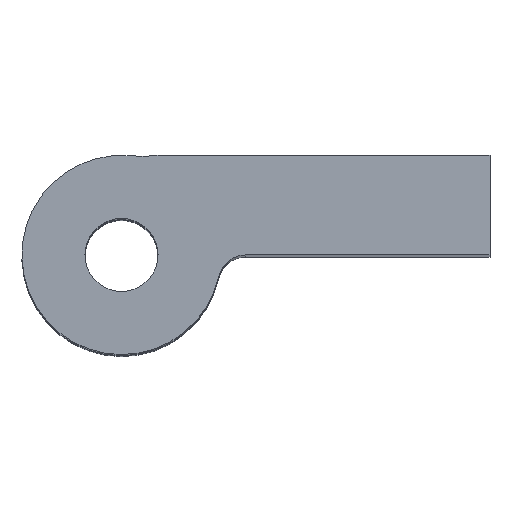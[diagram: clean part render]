
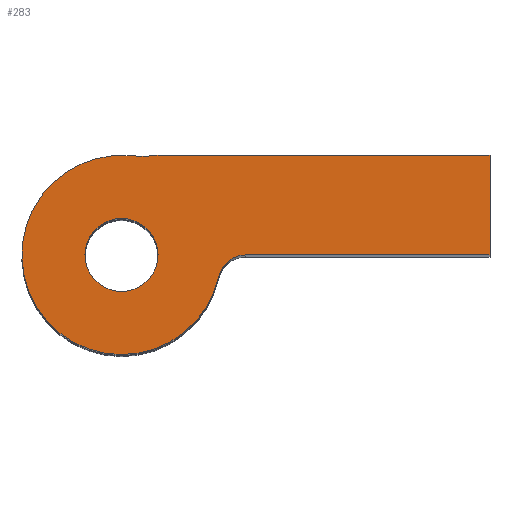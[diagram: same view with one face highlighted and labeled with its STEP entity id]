
A CAD part, top view. The second image highlights one B-rep face of the part: STEP entity #283.
In plain terms, the highlighted planar face has unit normal (0, 0, 1).
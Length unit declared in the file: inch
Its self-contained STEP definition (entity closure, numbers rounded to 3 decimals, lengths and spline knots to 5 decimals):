
#16=FACE_BOUND('',#55,.T.);
#23=PLANE('',#338);
#38=FACE_OUTER_BOUND('',#54,.T.);
#54=EDGE_LOOP('',(#243,#244,#245,#246,#247,#248));
#55=EDGE_LOOP('',(#249));
#71=LINE('',#479,#92);
#76=LINE('',#498,#97);
#79=LINE('',#503,#100);
#92=VECTOR('',#392,0.3937);
#97=VECTOR('',#411,0.3937);
#100=VECTOR('',#416,0.3937);
#113=CIRCLE('',#325,0.02083);
#115=CIRCLE('',#329,0.125);
#116=CIRCLE('',#331,0.0275);
#118=CIRCLE('',#336,0.075);
#134=VERTEX_POINT('',#469);
#135=VERTEX_POINT('',#471);
#137=VERTEX_POINT('',#477);
#140=VERTEX_POINT('',#484);
#141=VERTEX_POINT('',#486);
#142=VERTEX_POINT('',#490);
#144=VERTEX_POINT('',#497);
#165=EDGE_CURVE('',#134,#135,#113,.T.);
#169=EDGE_CURVE('',#134,#137,#71,.T.);
#172=EDGE_CURVE('',#140,#141,#115,.T.);
#174=EDGE_CURVE('',#142,#142,#116,.T.);
#178=EDGE_CURVE('',#144,#141,#76,.T.);
#181=EDGE_CURVE('',#137,#144,#79,.T.);
#183=EDGE_CURVE('',#140,#135,#118,.T.);
#243=ORIENTED_EDGE('',*,*,#183,.T.);
#244=ORIENTED_EDGE('',*,*,#165,.F.);
#245=ORIENTED_EDGE('',*,*,#169,.T.);
#246=ORIENTED_EDGE('',*,*,#181,.T.);
#247=ORIENTED_EDGE('',*,*,#178,.T.);
#248=ORIENTED_EDGE('',*,*,#172,.F.);
#249=ORIENTED_EDGE('',*,*,#174,.T.);
#283=ADVANCED_FACE('',(#38,#16),#23,.T.);
#325=AXIS2_PLACEMENT_3D('',#472,#385,#386);
#329=AXIS2_PLACEMENT_3D('',#487,#398,#399);
#331=AXIS2_PLACEMENT_3D('',#491,#403,#404);
#336=AXIS2_PLACEMENT_3D('',#506,#420,#421);
#338=AXIS2_PLACEMENT_3D('',#508,#424,#425);
#385=DIRECTION('center_axis',(0.,0.,1.));
#386=DIRECTION('ref_axis',(-0.626,0.78,0.));
#392=DIRECTION('',(1.,0.,0.));
#398=DIRECTION('center_axis',(0.,0.,1.));
#399=DIRECTION('ref_axis',(-0.077,-0.997,0.));
#403=DIRECTION('center_axis',(0.,0.,-1.));
#404=DIRECTION('ref_axis',(-1.,0.,0.));
#411=DIRECTION('',(-1.,0.,0.));
#416=DIRECTION('',(0.,1.,0.));
#420=DIRECTION('center_axis',(0.,0.,1.));
#421=DIRECTION('ref_axis',(1.,0.,0.));
#424=DIRECTION('center_axis',(0.,0.,1.));
#425=DIRECTION('ref_axis',(1.,0.,0.));
#469=CARTESIAN_POINT('',(0.09354,0.,0.299));
#471=CARTESIAN_POINT('',(0.07321,-0.0163,0.299));
#472=CARTESIAN_POINT('Origin',(0.09354,-0.02083,0.299));
#477=CARTESIAN_POINT('',(0.2775,0.,0.299));
#479=CARTESIAN_POINT('',(0.0275,0.,0.299));
#484=CARTESIAN_POINT('',(0.00576,0.07478,0.299));
#486=CARTESIAN_POINT('',(0.0275,0.075,0.299));
#487=CARTESIAN_POINT('Origin',(0.01536,0.19941,0.299));
#490=CARTESIAN_POINT('',(0.0275,0.,0.299));
#491=CARTESIAN_POINT('Origin',(0.,0.,0.299));
#497=CARTESIAN_POINT('',(0.2775,0.075,0.299));
#498=CARTESIAN_POINT('',(0.2775,0.075,0.299));
#503=CARTESIAN_POINT('',(0.2775,0.,0.299));
#506=CARTESIAN_POINT('Origin',(0.,0.,0.299));
#508=CARTESIAN_POINT('Origin',(0.,0.,0.299));
